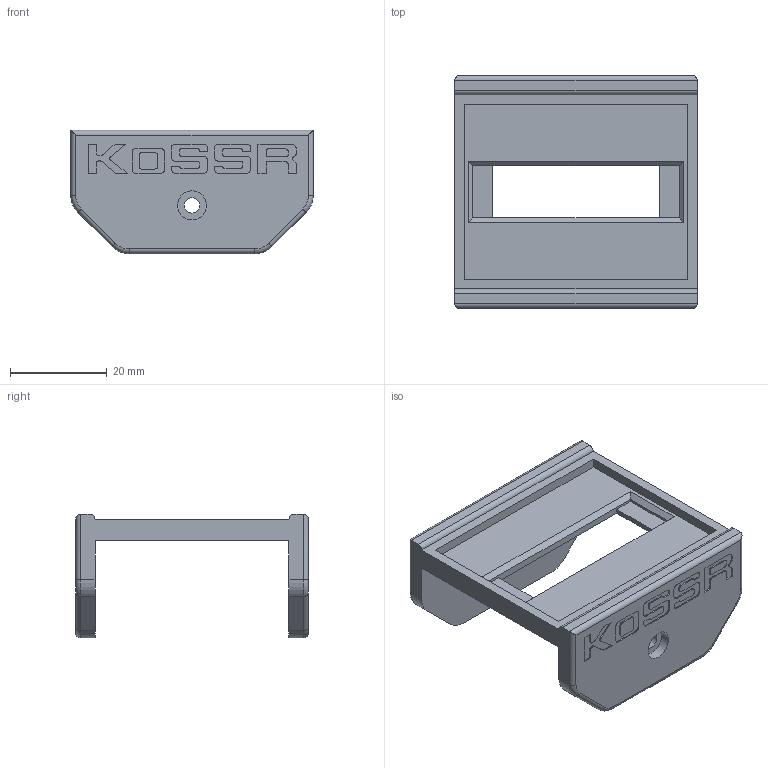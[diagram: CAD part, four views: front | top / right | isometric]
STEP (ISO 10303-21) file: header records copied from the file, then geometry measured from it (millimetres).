
FILE_DESCRIPTION (( 'STEP AP203' ), '1' );
FILE_NAME ('kossr_mount.step', '2016-03-08T04:32:57', ( '' ), ( '' ), 'SwSTEP 2.0', 'SolidWorks 2015', '' );
FILE_SCHEMA (( 'CONFIG_CONTROL_DESIGN' ));
Length unit declared in the file: millimetre
Products named in the file (1): kossr_mount
Bounding box: 50 x 48 x 25.5 mm (x, y, z)
Volume: 13702.1 mm3; surface area: 9458.1 mm2
Topology: 1 solids, 1 shells, 190 faces, 510 edges, 332 vertices
Faces by surface type: plane 98, bspline 54, cylinder 30, torus 8
Entity records: 8119 total; most frequent: CARTESIAN_POINT 3611, ORIENTED_EDGE 1020, DIRECTION 732, EDGE_CURVE 510, LINE 338, VECTOR 338, VERTEX_POINT 332, EDGE_LOOP 206
